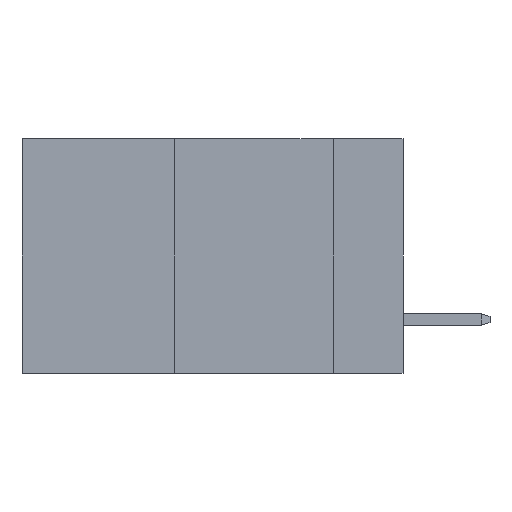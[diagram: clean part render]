
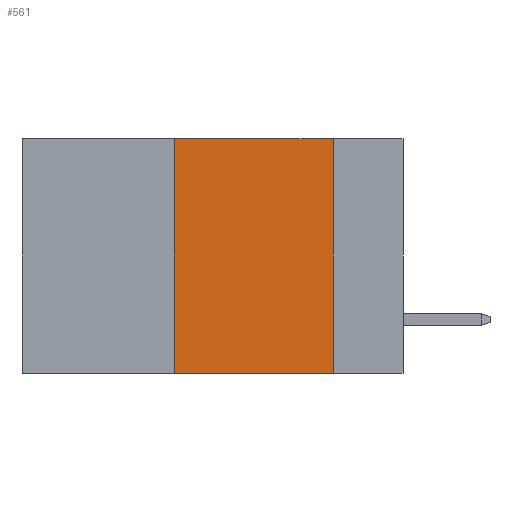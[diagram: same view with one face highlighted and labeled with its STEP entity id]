
A CAD part, left-side view. The second image highlights one B-rep face of the part: STEP entity #561.
In plain terms, the highlighted planar face has unit normal (-1, 0, 0).
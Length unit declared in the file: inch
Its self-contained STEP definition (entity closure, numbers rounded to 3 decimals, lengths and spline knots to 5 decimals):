
#179 = LINE ( 'NONE', #2654, #2950 ) ;
#212 = AXIS2_PLACEMENT_3D ( 'NONE', #13790, #8857, #6796 ) ;
#561 = ADVANCED_FACE ( 'NONE', ( #1917 ), #6551, .F. ) ;
#704 = VECTOR ( 'NONE', #12071, 39.37008 ) ;
#748 = LINE ( 'NONE', #4026, #11828 ) ;
#1493 = LINE ( 'NONE', #3941, #704 ) ;
#1615 = EDGE_CURVE ( 'NONE', #4275, #9363, #179, .T. ) ;
#1650 = EDGE_LOOP ( 'NONE', ( #10676, #15048, #11142, #12783 ) ) ;
#1717 = CARTESIAN_POINT ( 'NONE',  ( 0., 0.11, 0. ) ) ;
#1883 = CARTESIAN_POINT ( 'NONE',  ( 0., 0.36, -0.37 ) ) ;
#1917 = FACE_OUTER_BOUND ( 'NONE', #1650, .T. ) ;
#2654 = CARTESIAN_POINT ( 'NONE',  ( 0., 0.6, -0.37 ) ) ;
#2950 = VECTOR ( 'NONE', #4850, 39.37008 ) ;
#3160 = LINE ( 'NONE', #5585, #8459 ) ;
#3941 = CARTESIAN_POINT ( 'NONE',  ( 0., 0.11, 0. ) ) ;
#4026 = CARTESIAN_POINT ( 'NONE',  ( 0., 0.36, 0. ) ) ;
#4275 = VERTEX_POINT ( 'NONE', #1883 ) ;
#4850 = DIRECTION ( 'NONE',  ( 0., -1., 0. ) ) ;
#5585 = CARTESIAN_POINT ( 'NONE',  ( 0., 0.6, 0. ) ) ;
#6551 = PLANE ( 'NONE',  #212 ) ;
#6715 = EDGE_CURVE ( 'NONE', #4275, #10419, #748, .T. ) ;
#6796 = DIRECTION ( 'NONE',  ( 0., 0., -1. ) ) ;
#8459 = VECTOR ( 'NONE', #13803, 39.37008 ) ;
#8857 = DIRECTION ( 'NONE',  ( 1., 0., 0. ) ) ;
#8916 = DIRECTION ( 'NONE',  ( 0., 0., 1. ) ) ;
#9363 = VERTEX_POINT ( 'NONE', #12638 ) ;
#10419 = VERTEX_POINT ( 'NONE', #12259 ) ;
#10676 = ORIENTED_EDGE ( 'NONE', *, *, #12190, .F. ) ;
#11091 = EDGE_CURVE ( 'NONE', #10419, #14805, #3160, .T. ) ;
#11142 = ORIENTED_EDGE ( 'NONE', *, *, #6715, .F. ) ;
#11828 = VECTOR ( 'NONE', #8916, 39.37008 ) ;
#12071 = DIRECTION ( 'NONE',  ( 0., 0., -1. ) ) ;
#12190 = EDGE_CURVE ( 'NONE', #14805, #9363, #1493, .T. ) ;
#12259 = CARTESIAN_POINT ( 'NONE',  ( 0., 0.36, 0. ) ) ;
#12638 = CARTESIAN_POINT ( 'NONE',  ( 0., 0.11, -0.37 ) ) ;
#12783 = ORIENTED_EDGE ( 'NONE', *, *, #1615, .T. ) ;
#13790 = CARTESIAN_POINT ( 'NONE',  ( 0., 0.6, 0. ) ) ;
#13803 = DIRECTION ( 'NONE',  ( 0., -1., 0. ) ) ;
#14805 = VERTEX_POINT ( 'NONE', #1717 ) ;
#15048 = ORIENTED_EDGE ( 'NONE', *, *, #11091, .F. ) ;
